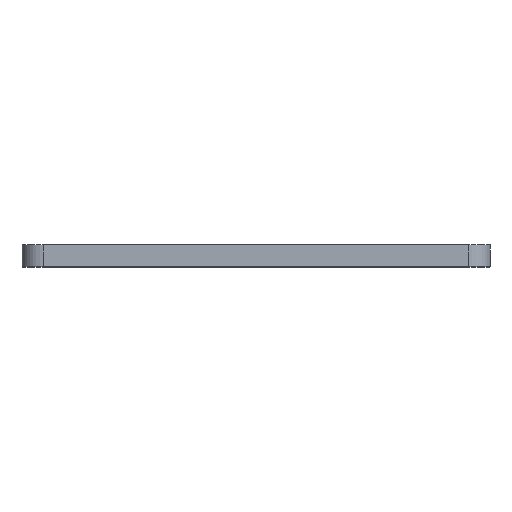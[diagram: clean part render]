
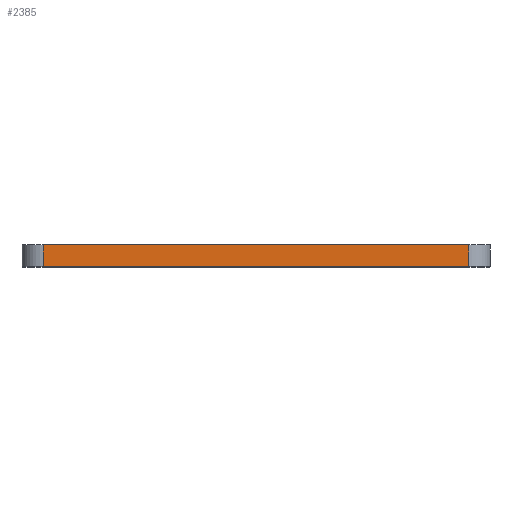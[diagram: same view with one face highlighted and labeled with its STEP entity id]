
A CAD part, top view. The second image highlights one B-rep face of the part: STEP entity #2385.
In plain terms, the highlighted planar face has unit normal (0, 0, 1).
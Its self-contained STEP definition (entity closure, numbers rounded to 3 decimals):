
#13 = AXIS2_PLACEMENT_3D ( 'NONE', #971, #919, #891 ) ;
#105 = CARTESIAN_POINT ( 'NONE',  ( 29.75, 0., 32.75 ) ) ;
#157 = VERTEX_POINT ( 'NONE', #105 ) ;
#190 = LINE ( 'NONE', #1093, #1916 ) ;
#296 = CARTESIAN_POINT ( 'NONE',  ( -29.75, 3., 32.75 ) ) ;
#332 = VERTEX_POINT ( 'NONE', #2510 ) ;
#387 = DIRECTION ( 'NONE',  ( 1., 0., 0. ) ) ;
#398 = CARTESIAN_POINT ( 'NONE',  ( 29.75, 3., 32.75 ) ) ;
#512 = VECTOR ( 'NONE', #2454, 1000. ) ;
#710 = FACE_OUTER_BOUND ( 'NONE', #1675, .T. ) ;
#715 = VECTOR ( 'NONE', #986, 1000. ) ;
#808 = VECTOR ( 'NONE', #387, 1000. ) ;
#891 = DIRECTION ( 'NONE',  ( -1., 0., 0. ) ) ;
#919 = DIRECTION ( 'NONE',  ( 0., 0., -1. ) ) ;
#927 = PLANE ( 'NONE',  #13 ) ;
#971 = CARTESIAN_POINT ( 'NONE',  ( 29.75, 3., 32.75 ) ) ;
#986 = DIRECTION ( 'NONE',  ( 0., -1., 0. ) ) ;
#995 = CARTESIAN_POINT ( 'NONE',  ( -29.75, 3., 32.75 ) ) ;
#1035 = DIRECTION ( 'NONE',  ( 1., 0., 0. ) ) ;
#1044 = ORIENTED_EDGE ( 'NONE', *, *, #1561, .T. ) ;
#1093 = CARTESIAN_POINT ( 'NONE',  ( 29.75, 0., 32.75 ) ) ;
#1097 = CARTESIAN_POINT ( 'NONE',  ( 29.75, 3., 32.75 ) ) ;
#1332 = VERTEX_POINT ( 'NONE', #1097 ) ;
#1496 = ORIENTED_EDGE ( 'NONE', *, *, #1543, .T. ) ;
#1543 = EDGE_CURVE ( 'NONE', #332, #157, #190, .T. ) ;
#1561 = EDGE_CURVE ( 'NONE', #2594, #332, #2274, .T. ) ;
#1567 = LINE ( 'NONE', #398, #808 ) ;
#1623 = LINE ( 'NONE', #2546, #512 ) ;
#1675 = EDGE_LOOP ( 'NONE', ( #1496, #2450, #2576, #1044 ) ) ;
#1677 = EDGE_CURVE ( 'NONE', #1332, #157, #1623, .T. ) ;
#1916 = VECTOR ( 'NONE', #1035, 1000. ) ;
#2274 = LINE ( 'NONE', #995, #715 ) ;
#2385 = ADVANCED_FACE ( 'NONE', ( #710 ), #927, .F. ) ;
#2450 = ORIENTED_EDGE ( 'NONE', *, *, #1677, .F. ) ;
#2454 = DIRECTION ( 'NONE',  ( 0., -1., 0. ) ) ;
#2510 = CARTESIAN_POINT ( 'NONE',  ( -29.75, 0., 32.75 ) ) ;
#2546 = CARTESIAN_POINT ( 'NONE',  ( 29.75, 3., 32.75 ) ) ;
#2557 = EDGE_CURVE ( 'NONE', #2594, #1332, #1567, .T. ) ;
#2576 = ORIENTED_EDGE ( 'NONE', *, *, #2557, .F. ) ;
#2594 = VERTEX_POINT ( 'NONE', #296 ) ;
